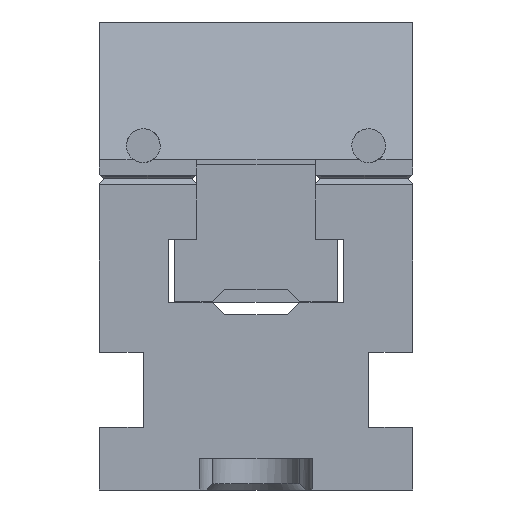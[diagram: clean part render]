
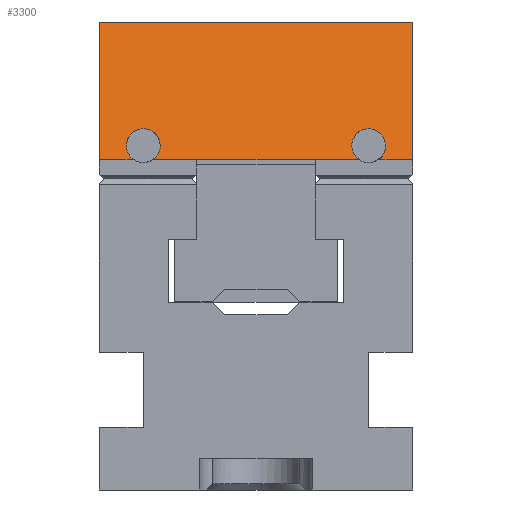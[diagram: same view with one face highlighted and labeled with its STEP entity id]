
A CAD part, front view. The second image highlights one B-rep face of the part: STEP entity #3300.
In plain terms, the highlighted face is planar.
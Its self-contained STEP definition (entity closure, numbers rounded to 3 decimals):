
#3300 = ADVANCED_FACE( '', ( #7620 ), #7621, .T. );
#7620 = FACE_OUTER_BOUND( '', #13088, .T. );
#7621 = PLANE( '', #13089 );
#13088 = EDGE_LOOP( '', ( #23075, #23076, #23077, #23078, #23079, #23080, #23081, #23082, #23083, #23084, #23085, #23086 ) );
#13089 = AXIS2_PLACEMENT_3D( '', #23087, #23088, #23089 );
#23075 = ORIENTED_EDGE( '', *, *, #37568, .F. );
#23076 = ORIENTED_EDGE( '', *, *, #35834, .T. );
#23077 = ORIENTED_EDGE( '', *, *, #35993, .F. );
#23078 = ORIENTED_EDGE( '', *, *, #35832, .T. );
#23079 = ORIENTED_EDGE( '', *, *, #37569, .F. );
#23080 = ORIENTED_EDGE( '', *, *, #37570, .F. );
#23081 = ORIENTED_EDGE( '', *, *, #35115, .T. );
#23082 = ORIENTED_EDGE( '', *, *, #35940, .T. );
#23083 = ORIENTED_EDGE( '', *, *, #37571, .F. );
#23084 = ORIENTED_EDGE( '', *, *, #35938, .T. );
#23085 = ORIENTED_EDGE( '', *, *, #36362, .F. );
#23086 = ORIENTED_EDGE( '', *, *, #37572, .F. );
#23087 = CARTESIAN_POINT( '', ( 25., 11.85, 12.5 ) );
#23088 = DIRECTION( '', ( 0., 0.966, 0.259 ) );
#23089 = DIRECTION( '', ( 0., -0.259, 0.966 ) );
#35115 = EDGE_CURVE( '', #43031, #43029, #43032, .T. );
#35832 = EDGE_CURVE( '', #44230, #44228, #44231, .T. );
#35834 = EDGE_CURVE( '', #44234, #44232, #44235, .T. );
#35938 = EDGE_CURVE( '', #44410, #44408, #44411, .T. );
#35940 = EDGE_CURVE( '', #43029, #44412, #44414, .T. );
#35993 = EDGE_CURVE( '', #44230, #44232, #44494, .T. );
#36362 = EDGE_CURVE( '', #45096, #44408, #45098, .T. );
#37568 = EDGE_CURVE( '', #44234, #47057, #47058, .T. );
#37569 = EDGE_CURVE( '', #47059, #44228, #47060, .T. );
#37570 = EDGE_CURVE( '', #43031, #47059, #47061, .T. );
#37571 = EDGE_CURVE( '', #44410, #44412, #47062, .T. );
#37572 = EDGE_CURVE( '', #47057, #45096, #47063, .T. );
#43029 = VERTEX_POINT( '', #54419 );
#43031 = VERTEX_POINT( '', #54422 );
#43032 = LINE( '', #54423, #54424 );
#44228 = VERTEX_POINT( '', #56173 );
#44230 = VERTEX_POINT( '', #56176 );
#44231 = LINE( '', #56177, #56178 );
#44232 = VERTEX_POINT( '', #56179 );
#44234 = VERTEX_POINT( '', #56181 );
#44235 = LINE( '', #56182, #56183 );
#44408 = VERTEX_POINT( '', #56428 );
#44410 = VERTEX_POINT( '', #56431 );
#44411 = LINE( '', #56432, #56433 );
#44412 = VERTEX_POINT( '', #56434 );
#44414 = LINE( '', #56436, #56437 );
#44494 = ELLIPSE( '', #56555, 2.795, 2.7 );
#45096 = VERTEX_POINT( '', #57442 );
#45098 = LINE( '', #57445, #57446 );
#47057 = VERTEX_POINT( '', #60511 );
#47058 = LINE( '', #60512, #60513 );
#47059 = VERTEX_POINT( '', #60514 );
#47060 = LINE( '', #60515, #60516 );
#47061 = LINE( '', #60517, #60518 );
#47062 = ELLIPSE( '', #60519, 2.795, 2.7 );
#47063 = LINE( '', #60520, #60521 );
#54419 = CARTESIAN_POINT( '', ( 25., 17.75, -9.519 ) );
#54422 = CARTESIAN_POINT( '', ( 25., 11.85, 12.5 ) );
#54423 = CARTESIAN_POINT( '', ( 25., 11.85, 12.5 ) );
#54424 = VECTOR( '', #67150, 1000. );
#56173 = CARTESIAN_POINT( '', ( -25., 17.75, -9.519 ) );
#56176 = CARTESIAN_POINT( '', ( -19.463, 17.75, -9.519 ) );
#56177 = CARTESIAN_POINT( '', ( 25., 17.75, -9.519 ) );
#56178 = VECTOR( '', #67765, 1000. );
#56179 = CARTESIAN_POINT( '', ( -16.537, 17.75, -9.519 ) );
#56181 = CARTESIAN_POINT( '', ( -9.5, 17.75, -9.519 ) );
#56182 = CARTESIAN_POINT( '', ( 25., 17.75, -9.519 ) );
#56183 = VECTOR( '', #67769, 1000. );
#56428 = CARTESIAN_POINT( '', ( 9.5, 17.75, -9.519 ) );
#56431 = CARTESIAN_POINT( '', ( 16.537, 17.75, -9.519 ) );
#56432 = CARTESIAN_POINT( '', ( 25., 17.75, -9.519 ) );
#56433 = VECTOR( '', #67876, 1000. );
#56434 = CARTESIAN_POINT( '', ( 19.463, 17.75, -9.519 ) );
#56436 = CARTESIAN_POINT( '', ( 25., 17.75, -9.519 ) );
#56437 = VECTOR( '', #67880, 1000. );
#56555 = AXIS2_PLACEMENT_3D( '', #67925, #67926, #67927 );
#57442 = CARTESIAN_POINT( '', ( 9.5, 17.745, -9.5 ) );
#57445 = CARTESIAN_POINT( '', ( 9.5, 11.85, 12.5 ) );
#57446 = VECTOR( '', #68253, 1000. );
#60511 = CARTESIAN_POINT( '', ( -9.5, 17.745, -9.5 ) );
#60512 = CARTESIAN_POINT( '', ( -9.5, 11.85, 12.5 ) );
#60513 = VECTOR( '', #69393, 1000. );
#60514 = CARTESIAN_POINT( '', ( -25., 11.85, 12.5 ) );
#60515 = CARTESIAN_POINT( '', ( -25., 11.85, 12.5 ) );
#60516 = VECTOR( '', #69394, 1000. );
#60517 = CARTESIAN_POINT( '', ( 25., 11.85, 12.5 ) );
#60518 = VECTOR( '', #69395, 1000. );
#60519 = AXIS2_PLACEMENT_3D( '', #69396, #69397, #69398 );
#60520 = CARTESIAN_POINT( '', ( 25., 17.745, -9.5 ) );
#60521 = VECTOR( '', #69399, 1000. );
#67150 = DIRECTION( '', ( 0., 0.259, -0.966 ) );
#67765 = DIRECTION( '', ( -1., 0., 0. ) );
#67769 = DIRECTION( '', ( -1., 0., 0. ) );
#67876 = DIRECTION( '', ( -1., 0., 0. ) );
#67880 = DIRECTION( '', ( -1., 0., 0. ) );
#67925 = CARTESIAN_POINT( '', ( -18., 17.142, -7.25 ) );
#67926 = DIRECTION( '', ( 0., 0.966, 0.259 ) );
#67927 = DIRECTION( '', ( 0., 0.259, -0.966 ) );
#68253 = DIRECTION( '', ( 0., 0.259, -0.966 ) );
#69393 = DIRECTION( '', ( 0., -0.259, 0.966 ) );
#69394 = DIRECTION( '', ( 0., 0.259, -0.966 ) );
#69395 = DIRECTION( '', ( -1., 0., 0. ) );
#69396 = CARTESIAN_POINT( '', ( 18., 17.142, -7.25 ) );
#69397 = DIRECTION( '', ( 0., 0.966, 0.259 ) );
#69398 = DIRECTION( '', ( 0., 0.259, -0.966 ) );
#69399 = DIRECTION( '', ( 1., 0., 0. ) );
